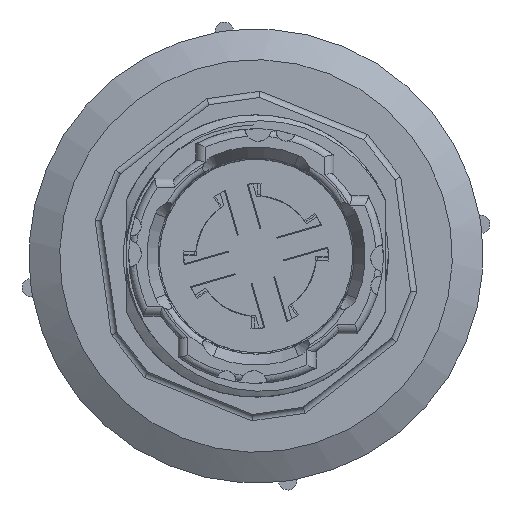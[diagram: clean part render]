
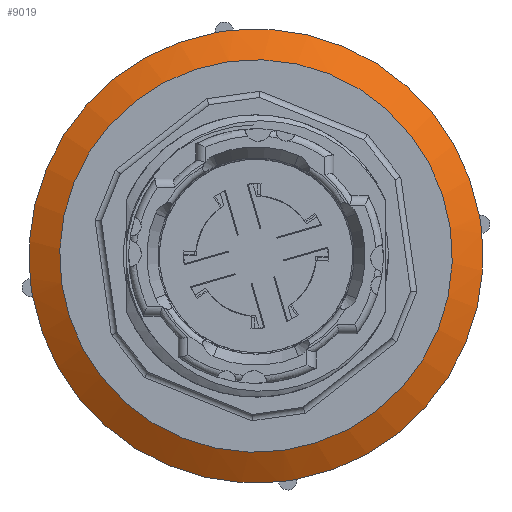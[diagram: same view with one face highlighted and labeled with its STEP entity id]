
A CAD part, front view. The second image highlights one B-rep face of the part: STEP entity #9019.
In plain terms, the highlighted conical face has half-angle 59.036 degrees and reference radius 17.25 mm.
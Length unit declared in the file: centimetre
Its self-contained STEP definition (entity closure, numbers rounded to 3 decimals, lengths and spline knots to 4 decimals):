
#153=CONICAL_SURFACE('',#9783,1.725,1.03);
#996=CIRCLE('',#9722,1.6);
#999=CIRCLE('',#9733,1.85);
#1002=CIRCLE('',#9738,1.85);
#1005=CIRCLE('',#9743,1.85);
#1008=CIRCLE('',#9748,1.85);
#1009=CIRCLE('',#9749,1.85);
#1010=CIRCLE('',#9751,1.85);
#1012=CIRCLE('',#9754,1.85);
#1015=CIRCLE('',#9758,1.85);
#1029=CIRCLE('',#9782,1.85);
#1466=FACE_OUTER_BOUND('',#1937,.T.);
#1937=EDGE_LOOP('',(#7536,#7537,#7538,#7539,#7540,#7541,#7542,#7543,#7544,
#7545,#7546,#7547));
#2456=LINE('',#25850,#3009);
#3009=VECTOR('',#11683,1.725);
#3877=VERTEX_POINT('',#25745);
#3878=VERTEX_POINT('',#25759);
#3879=VERTEX_POINT('',#25760);
#3882=VERTEX_POINT('',#25770);
#3883=VERTEX_POINT('',#25771);
#3886=VERTEX_POINT('',#25781);
#3887=VERTEX_POINT('',#25782);
#3890=VERTEX_POINT('',#25792);
#3891=VERTEX_POINT('',#25793);
#3894=VERTEX_POINT('',#25801);
#5105=EDGE_CURVE('',#3877,#3877,#996,.T.);
#5115=EDGE_CURVE('',#3879,#3878,#999,.T.);
#5120=EDGE_CURVE('',#3883,#3882,#1002,.T.);
#5125=EDGE_CURVE('',#3887,#3886,#1005,.T.);
#5130=EDGE_CURVE('',#3894,#3890,#1008,.T.);
#5131=EDGE_CURVE('',#3891,#3894,#1009,.T.);
#5132=EDGE_CURVE('',#3890,#3883,#1010,.T.);
#5134=EDGE_CURVE('',#3886,#3879,#1012,.T.);
#5137=EDGE_CURVE('',#3882,#3887,#1015,.T.);
#5154=EDGE_CURVE('',#3878,#3891,#1029,.T.);
#5155=EDGE_CURVE('',#3894,#3877,#2456,.T.);
#7536=ORIENTED_EDGE('',*,*,#5131,.T.);
#7537=ORIENTED_EDGE('',*,*,#5155,.T.);
#7538=ORIENTED_EDGE('',*,*,#5105,.F.);
#7539=ORIENTED_EDGE('',*,*,#5155,.F.);
#7540=ORIENTED_EDGE('',*,*,#5130,.T.);
#7541=ORIENTED_EDGE('',*,*,#5132,.T.);
#7542=ORIENTED_EDGE('',*,*,#5120,.T.);
#7543=ORIENTED_EDGE('',*,*,#5137,.T.);
#7544=ORIENTED_EDGE('',*,*,#5125,.T.);
#7545=ORIENTED_EDGE('',*,*,#5134,.T.);
#7546=ORIENTED_EDGE('',*,*,#5115,.T.);
#7547=ORIENTED_EDGE('',*,*,#5154,.T.);
#9019=ADVANCED_FACE('',(#1466),#153,.T.);
#9722=AXIS2_PLACEMENT_3D('',#25746,#11543,#11544);
#9733=AXIS2_PLACEMENT_3D('',#25768,#11572,#11573);
#9738=AXIS2_PLACEMENT_3D('',#25779,#11584,#11585);
#9743=AXIS2_PLACEMENT_3D('',#25790,#11596,#11597);
#9748=AXIS2_PLACEMENT_3D('',#25802,#11608,#11609);
#9749=AXIS2_PLACEMENT_3D('',#25803,#11610,#11611);
#9751=AXIS2_PLACEMENT_3D('',#25805,#11614,#11615);
#9754=AXIS2_PLACEMENT_3D('',#25808,#11620,#11621);
#9758=AXIS2_PLACEMENT_3D('',#25812,#11628,#11629);
#9782=AXIS2_PLACEMENT_3D('',#25848,#11679,#11680);
#9783=AXIS2_PLACEMENT_3D('',#25849,#11681,#11682);
#11543=DIRECTION('center_axis',(0.,-1.,0.));
#11544=DIRECTION('ref_axis',(-0.99,0.,-0.139));
#11572=DIRECTION('center_axis',(0.,-1.,0.));
#11573=DIRECTION('ref_axis',(-0.99,0.,-0.139));
#11584=DIRECTION('center_axis',(0.,-1.,0.));
#11585=DIRECTION('ref_axis',(-0.99,0.,-0.139));
#11596=DIRECTION('center_axis',(0.,-1.,0.));
#11597=DIRECTION('ref_axis',(-0.99,0.,-0.139));
#11608=DIRECTION('center_axis',(0.,-1.,0.));
#11609=DIRECTION('ref_axis',(-0.99,0.,-0.139));
#11610=DIRECTION('center_axis',(0.,-1.,0.));
#11611=DIRECTION('ref_axis',(-0.99,0.,-0.139));
#11614=DIRECTION('center_axis',(0.,-1.,0.));
#11615=DIRECTION('ref_axis',(-0.99,0.,-0.139));
#11620=DIRECTION('center_axis',(0.,-1.,0.));
#11621=DIRECTION('ref_axis',(-0.99,0.,-0.139));
#11628=DIRECTION('center_axis',(0.,-1.,0.));
#11629=DIRECTION('ref_axis',(-0.99,0.,-0.139));
#11679=DIRECTION('center_axis',(0.,-1.,0.));
#11680=DIRECTION('ref_axis',(-0.99,0.,-0.139));
#11681=DIRECTION('center_axis',(0.,1.,0.));
#11682=DIRECTION('ref_axis',(-0.99,0.,-0.139));
#11683=DIRECTION('',(-0.849,-0.514,-0.119));
#25745=CARTESIAN_POINT('',(1.5844,-1.515,0.223));
#25746=CARTESIAN_POINT('Origin',(0.,-1.515,
0.));
#25759=CARTESIAN_POINT('',(0.3318,-1.365,-1.82));
#25760=CARTESIAN_POINT('',(0.1833,-1.365,-1.8409));
#25768=CARTESIAN_POINT('Origin',(0.,-1.365,
0.));
#25770=CARTESIAN_POINT('',(-0.3319,-1.365,1.82));
#25771=CARTESIAN_POINT('',(-0.1834,-1.365,1.8409));
#25779=CARTESIAN_POINT('Origin',(0.,-1.365,
0.));
#25781=CARTESIAN_POINT('',(-1.82,-1.365,-0.3318));
#25782=CARTESIAN_POINT('',(-1.8409,-1.365,-0.1833));
#25790=CARTESIAN_POINT('Origin',(0.,-1.365,
0.));
#25792=CARTESIAN_POINT('',(1.82,-1.365,0.3318));
#25793=CARTESIAN_POINT('',(1.8409,-1.365,0.1833));
#25801=CARTESIAN_POINT('',(1.8319,-1.365,0.2578));
#25802=CARTESIAN_POINT('Origin',(0.,-1.365,
0.));
#25803=CARTESIAN_POINT('Origin',(0.,-1.365,
0.));
#25805=CARTESIAN_POINT('Origin',(0.,-1.365,
0.));
#25808=CARTESIAN_POINT('Origin',(0.,-1.365,
0.));
#25812=CARTESIAN_POINT('Origin',(0.,-1.365,
0.));
#25848=CARTESIAN_POINT('Origin',(0.,-1.365,
0.));
#25849=CARTESIAN_POINT('Origin',(0.,-1.44,
0.));
#25850=CARTESIAN_POINT('',(1.7082,-1.44,0.2404));
